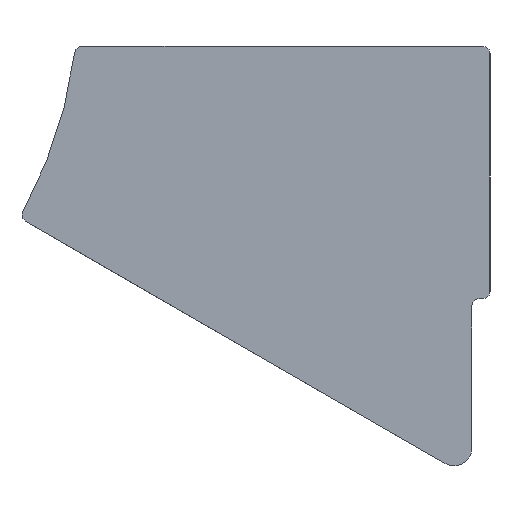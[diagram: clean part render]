
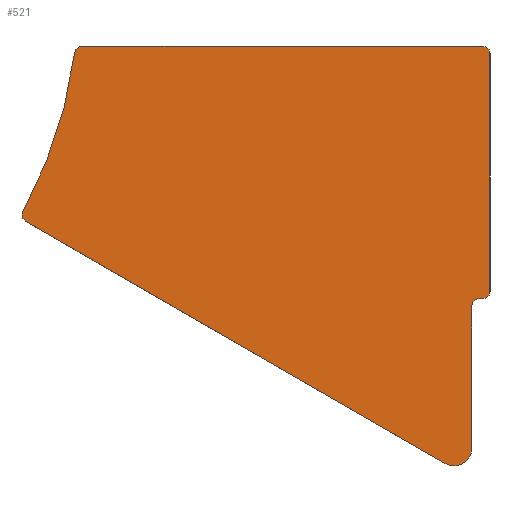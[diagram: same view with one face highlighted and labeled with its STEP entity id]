
A CAD part, left-side view. The second image highlights one B-rep face of the part: STEP entity #521.
In plain terms, the highlighted planar face has unit normal (-1, 0, 0).
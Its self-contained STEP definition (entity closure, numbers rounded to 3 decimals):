
#2 = EDGE_CURVE ( 'NONE', #718, #740, #166, .T. ) ;
#4 = CARTESIAN_POINT ( 'NONE',  ( 0., 11.323, 0. ) ) ;
#20 = CIRCLE ( 'NONE', #186, 0.2 ) ;
#25 = VECTOR ( 'NONE', #411, 1000. ) ;
#41 = DIRECTION ( 'NONE',  ( 0., 0., -1. ) ) ;
#45 = CARTESIAN_POINT ( 'NONE',  ( 0., 0.3, -7. ) ) ;
#49 = VECTOR ( 'NONE', #210, 1000. ) ;
#50 = DIRECTION ( 'NONE',  ( 0., 1., 0. ) ) ;
#53 = CARTESIAN_POINT ( 'NONE',  ( 0., 1.25, -11.567 ) ) ;
#59 = CARTESIAN_POINT ( 'NONE',  ( 0., 11.323, -0.2 ) ) ;
#72 = VERTEX_POINT ( 'NONE', #273 ) ;
#78 = AXIS2_PLACEMENT_3D ( 'NONE', #506, #628, #524 ) ;
#83 = VECTOR ( 'NONE', #615, 1000. ) ;
#89 = EDGE_CURVE ( 'NONE', #180, #592, #322, .T. ) ;
#110 = EDGE_CURVE ( 'NONE', #311, #180, #486, .T. ) ;
#115 = CARTESIAN_POINT ( 'NONE',  ( 0., 0.5, -11.134 ) ) ;
#117 = VERTEX_POINT ( 'NONE', #45 ) ;
#120 = EDGE_CURVE ( 'NONE', #348, #718, #629, .T. ) ;
#123 = DIRECTION ( 'NONE',  ( 0., 0., 1. ) ) ;
#134 = CARTESIAN_POINT ( 'NONE',  ( 0., 12.782, -4.678 ) ) ;
#139 = ORIENTED_EDGE ( 'NONE', *, *, #89, .F. ) ;
#156 = EDGE_CURVE ( 'NONE', #375, #348, #321, .T. ) ;
#166 = LINE ( 'NONE', #516, #25 ) ;
#180 = VERTEX_POINT ( 'NONE', #579 ) ;
#185 = AXIS2_PLACEMENT_3D ( 'NONE', #134, #468, #41 ) ;
#186 = AXIS2_PLACEMENT_3D ( 'NONE', #59, #548, #298 ) ;
#190 = EDGE_LOOP ( 'NONE', ( #551, #351, #380, #332, #664, #732, #526, #643, #518, #539, #335, #139 ) ) ;
#203 = CARTESIAN_POINT ( 'NONE',  ( 0., 0., -0.2 ) ) ;
#210 = DIRECTION ( 'NONE',  ( 0., -1., 0. ) ) ;
#213 = VECTOR ( 'NONE', #50, 1000. ) ;
#238 = LINE ( 'NONE', #596, #213 ) ;
#250 = VERTEX_POINT ( 'NONE', #115 ) ;
#262 = FACE_OUTER_BOUND ( 'NONE', #190, .T. ) ;
#266 = VERTEX_POINT ( 'NONE', #346 ) ;
#273 = CARTESIAN_POINT ( 'NONE',  ( 0., 0.5, -7.2 ) ) ;
#277 = DIRECTION ( 'NONE',  ( 0., 0., 1. ) ) ;
#280 = EDGE_CURVE ( 'NONE', #299, #117, #238, .T. ) ;
#296 = AXIS2_PLACEMENT_3D ( 'NONE', #378, #563, #453 ) ;
#298 = DIRECTION ( 'NONE',  ( 0., 0., 1. ) ) ;
#299 = VERTEX_POINT ( 'NONE', #762 ) ;
#310 = CARTESIAN_POINT ( 'NONE',  ( 0., 0.5, -7.2 ) ) ;
#311 = VERTEX_POINT ( 'NONE', #418 ) ;
#320 = DIRECTION ( 'NONE',  ( 0., 0., -1. ) ) ;
#321 = LINE ( 'NONE', #443, #49 ) ;
#322 = CIRCLE ( 'NONE', #666, 12.5 ) ;
#332 = ORIENTED_EDGE ( 'NONE', *, *, #655, .F. ) ;
#335 = ORIENTED_EDGE ( 'NONE', *, *, #393, .F. ) ;
#346 = CARTESIAN_POINT ( 'NONE',  ( 0., 1.25, -11.567 ) ) ;
#348 = VERTEX_POINT ( 'NONE', #661 ) ;
#351 = ORIENTED_EDGE ( 'NONE', *, *, #356, .F. ) ;
#356 = EDGE_CURVE ( 'NONE', #266, #311, #528, .T. ) ;
#363 = EDGE_CURVE ( 'NONE', #117, #72, #752, .T. ) ;
#375 = VERTEX_POINT ( 'NONE', #4 ) ;
#378 = CARTESIAN_POINT ( 'NONE',  ( 0., 1., -11.134 ) ) ;
#379 = LINE ( 'NONE', #310, #83 ) ;
#380 = ORIENTED_EDGE ( 'NONE', *, *, #767, .F. ) ;
#385 = PLANE ( 'NONE',  #78 ) ;
#393 = EDGE_CURVE ( 'NONE', #592, #375, #20, .T. ) ;
#396 = CARTESIAN_POINT ( 'NONE',  ( 0., 11.521, -0.174 ) ) ;
#411 = DIRECTION ( 'NONE',  ( 0., 0., -1. ) ) ;
#416 = CARTESIAN_POINT ( 'NONE',  ( 0., 23.918, 1.426 ) ) ;
#418 = CARTESIAN_POINT ( 'NONE',  ( 0., 12.882, -4.852 ) ) ;
#439 = AXIS2_PLACEMENT_3D ( 'NONE', #710, #557, #483 ) ;
#443 = CARTESIAN_POINT ( 'NONE',  ( 0., 0.2, 0. ) ) ;
#445 = CARTESIAN_POINT ( 'NONE',  ( 0., 0., -6.8 ) ) ;
#453 = DIRECTION ( 'NONE',  ( 0., 0., 1. ) ) ;
#467 = DIRECTION ( 'NONE',  ( 1., 0., 0. ) ) ;
#468 = DIRECTION ( 'NONE',  ( 1., 0., 0. ) ) ;
#473 = AXIS2_PLACEMENT_3D ( 'NONE', #640, #467, #320 ) ;
#483 = DIRECTION ( 'NONE',  ( 0., 0., 1. ) ) ;
#486 = CIRCLE ( 'NONE', #185, 0.2 ) ;
#506 = CARTESIAN_POINT ( 'NONE',  ( 0., 12.782, -4.678 ) ) ;
#515 = DIRECTION ( 'NONE',  ( 1., 0., 0. ) ) ;
#516 = CARTESIAN_POINT ( 'NONE',  ( 0., 0., -0.2 ) ) ;
#518 = ORIENTED_EDGE ( 'NONE', *, *, #120, .F. ) ;
#521 = ADVANCED_FACE ( 'NONE', ( #262 ), #385, .F. ) ;
#524 = DIRECTION ( 'NONE',  ( 0., 0., -1. ) ) ;
#526 = ORIENTED_EDGE ( 'NONE', *, *, #540, .F. ) ;
#528 = LINE ( 'NONE', #53, #613 ) ;
#539 = ORIENTED_EDGE ( 'NONE', *, *, #156, .F. ) ;
#540 = EDGE_CURVE ( 'NONE', #740, #299, #667, .T. ) ;
#548 = DIRECTION ( 'NONE',  ( 1., 0., 0. ) ) ;
#551 = ORIENTED_EDGE ( 'NONE', *, *, #110, .F. ) ;
#557 = DIRECTION ( 'NONE',  ( -1., 0., 0. ) ) ;
#563 = DIRECTION ( 'NONE',  ( 1., 0., 0. ) ) ;
#566 = AXIS2_PLACEMENT_3D ( 'NONE', #623, #515, #277 ) ;
#579 = CARTESIAN_POINT ( 'NONE',  ( 0., 12.957, -4.582 ) ) ;
#592 = VERTEX_POINT ( 'NONE', #396 ) ;
#596 = CARTESIAN_POINT ( 'NONE',  ( 0., 0.2, -7. ) ) ;
#608 = CIRCLE ( 'NONE', #296, 0.5 ) ;
#613 = VECTOR ( 'NONE', #708, 1000. ) ;
#615 = DIRECTION ( 'NONE',  ( 0., 0., -1. ) ) ;
#623 = CARTESIAN_POINT ( 'NONE',  ( 0., 0.2, -0.2 ) ) ;
#628 = DIRECTION ( 'NONE',  ( 1., 0., 0. ) ) ;
#629 = CIRCLE ( 'NONE', #566, 0.2 ) ;
#640 = CARTESIAN_POINT ( 'NONE',  ( 0., 0.2, -6.8 ) ) ;
#643 = ORIENTED_EDGE ( 'NONE', *, *, #2, .F. ) ;
#655 = EDGE_CURVE ( 'NONE', #72, #250, #379, .T. ) ;
#657 = DIRECTION ( 'NONE',  ( -1., 0., 0. ) ) ;
#661 = CARTESIAN_POINT ( 'NONE',  ( 0., 0.2, 0. ) ) ;
#664 = ORIENTED_EDGE ( 'NONE', *, *, #363, .F. ) ;
#666 = AXIS2_PLACEMENT_3D ( 'NONE', #416, #657, #123 ) ;
#667 = CIRCLE ( 'NONE', #473, 0.2 ) ;
#708 = DIRECTION ( 'NONE',  ( 0., 0.866, 0.5 ) ) ;
#710 = CARTESIAN_POINT ( 'NONE',  ( 0., 0.3, -7.2 ) ) ;
#718 = VERTEX_POINT ( 'NONE', #203 ) ;
#732 = ORIENTED_EDGE ( 'NONE', *, *, #280, .F. ) ;
#740 = VERTEX_POINT ( 'NONE', #445 ) ;
#752 = CIRCLE ( 'NONE', #439, 0.2 ) ;
#762 = CARTESIAN_POINT ( 'NONE',  ( 0., 0.2, -7. ) ) ;
#767 = EDGE_CURVE ( 'NONE', #250, #266, #608, .T. ) ;
